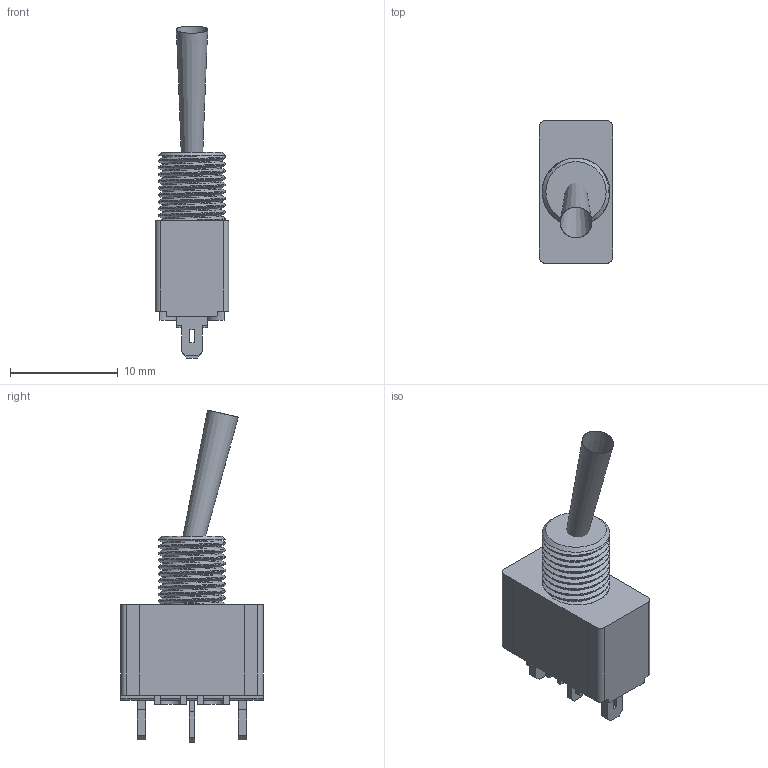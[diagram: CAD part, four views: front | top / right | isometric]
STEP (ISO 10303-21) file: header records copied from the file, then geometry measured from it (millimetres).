
FILE_DESCRIPTION(/* description */ (''),/* implementation_level */ '2;1');
FILE_NAME(/* name */ 'McMaster_7347K11_SimilarToFeedSwitch v3.step',/* time_stamp */ '2022-04-04T20:23:13-05:00',/* author */ (''),/* organization */ (''),/* preprocessor_version */ 'ST-DEVELOPER v18.1',/* originating_system */ 'Autodesk Translation Framework v10.14.0.1471',/* authorisation */ '');
FILE_SCHEMA (('AUTOMOTIVE_DESIGN { 1 0 10303 214 3 1 1 }'));
Length unit declared in the file: inch
Products named in the file (2): McMaster_7347K11_SimilarToFeedSwitch; Modified McMaster Switch
Assembly tree (1 placements, depth 2):
  McMaster_7347K11_SimilarToFeedSwitch
    Modified McMaster Switch
Bounding box: 6.85 x 13.2 x 30.8 mm (x, y, z)
Volume: 1045.9 mm3; surface area: 912.1 mm2
Topology: 2 solids, 2 shells, 138 faces, 393 edges, 261 vertices
Faces by surface type: plane 89, cylinder 43, cone 3, bspline 2, sphere 1
Full cylindrical faces by diameter (mm): 5.57 x2, 6.264 x6
Entity records: 5810 total; most frequent: CARTESIAN_POINT 2234, ORIENTED_EDGE 780, DIRECTION 660, EDGE_CURVE 390, LINE 274, VECTOR 274, VERTEX_POINT 261, AXIS2_PLACEMENT_3D 193
